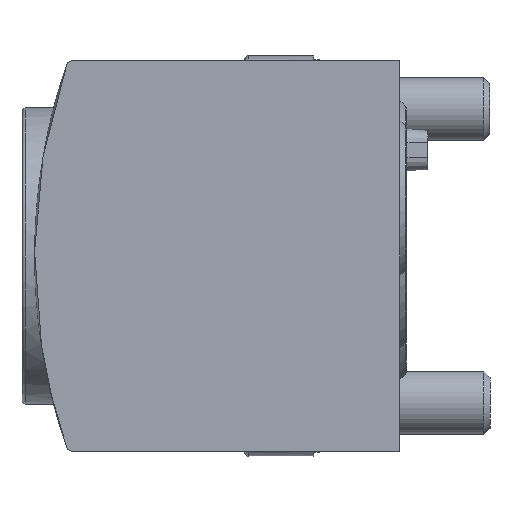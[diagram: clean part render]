
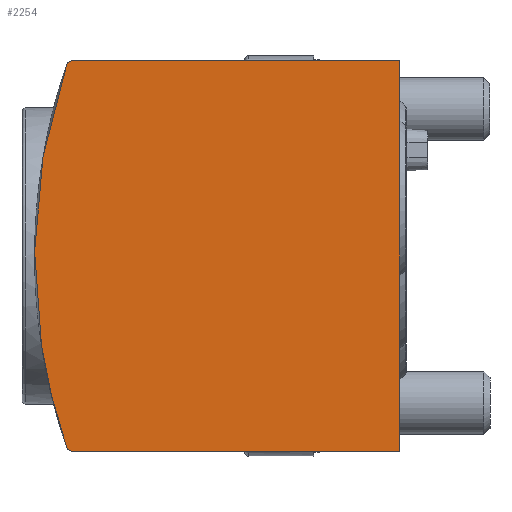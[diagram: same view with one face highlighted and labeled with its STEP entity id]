
A CAD part, left-side view. The second image highlights one B-rep face of the part: STEP entity #2254.
In plain terms, the highlighted planar face has unit normal (-1, 0.018, 0).
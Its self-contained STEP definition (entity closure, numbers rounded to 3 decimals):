
#88=PLANE('',#2481);
#155=ELLIPSE('',#2461,46.507,46.5);
#157=ELLIPSE('',#2464,0.5,0.5);
#159=ELLIPSE('',#2469,0.5,0.5);
#182=LINE('',#3659,#313);
#189=LINE('',#3673,#320);
#200=LINE('',#3715,#331);
#313=VECTOR('',#2816,1000.);
#320=VECTOR('',#2825,1000.);
#331=VECTOR('',#2862,1000.);
#497=ORIENTED_EDGE('',*,*,#1058,.T.);
#498=ORIENTED_EDGE('',*,*,#1051,.T.);
#499=ORIENTED_EDGE('',*,*,#1046,.T.);
#500=ORIENTED_EDGE('',*,*,#1069,.T.);
#501=ORIENTED_EDGE('',*,*,#1065,.T.);
#502=ORIENTED_EDGE('',*,*,#1087,.F.);
#1046=EDGE_CURVE('',#1346,#1347,#155,.T.);
#1051=EDGE_CURVE('',#1351,#1346,#157,.T.);
#1058=EDGE_CURVE('',#1357,#1351,#182,.T.);
#1065=EDGE_CURVE('',#1363,#1364,#189,.T.);
#1069=EDGE_CURVE('',#1347,#1363,#159,.T.);
#1087=EDGE_CURVE('',#1357,#1364,#200,.T.);
#1346=VERTEX_POINT('',#3617);
#1347=VERTEX_POINT('',#3618);
#1351=VERTEX_POINT('',#3646);
#1357=VERTEX_POINT('',#3660);
#1363=VERTEX_POINT('',#3674);
#1364=VERTEX_POINT('',#3675);
#1728=EDGE_LOOP('',(#497,#498,#499,#500,#501,#502));
#1971=FACE_BOUND('',#1728,.T.);
#2254=ADVANCED_FACE('',(#1971),#88,.T.);
#2461=AXIS2_PLACEMENT_3D('',#3616,#2797,#2798);
#2464=AXIS2_PLACEMENT_3D('',#3645,#2805,#2806);
#2469=AXIS2_PLACEMENT_3D('',#3682,#2831,#2832);
#2481=AXIS2_PLACEMENT_3D('',#3717,#2864,#2865);
#2797=DIRECTION('',(-1.,0.017,0.));
#2798=DIRECTION('',(-0.017,-1.,0.));
#2805=DIRECTION('',(-1.,0.017,0.));
#2806=DIRECTION('',(-0.017,-1.,0.));
#2816=DIRECTION('',(0.017,1.,0.));
#2825=DIRECTION('',(-0.017,-1.,0.));
#2831=DIRECTION('',(-1.,0.017,0.));
#2832=DIRECTION('',(-0.017,-1.,0.));
#2862=DIRECTION('',(0.,0.,-1.));
#2864=DIRECTION('',(-1.,0.017,0.));
#2865=DIRECTION('',(-0.017,-1.,0.));
#3616=CARTESIAN_POINT('',(-70.805,-17.5,0.));
#3617=CARTESIAN_POINT('',(-70.038,26.458,15.163));
#3618=CARTESIAN_POINT('',(-70.038,26.458,-15.163));
#3645=CARTESIAN_POINT('',(-70.046,25.986,15.));
#3646=CARTESIAN_POINT('',(-70.046,25.986,15.5));
#3659=CARTESIAN_POINT('',(-70.015,27.813,15.5));
#3660=CARTESIAN_POINT('',(-70.5,0.,15.5));
#3673=CARTESIAN_POINT('',(-70.468,1.836,-15.5));
#3674=CARTESIAN_POINT('',(-70.046,25.986,-15.5));
#3675=CARTESIAN_POINT('',(-70.5,0.,-15.5));
#3682=CARTESIAN_POINT('',(-70.046,25.986,-15.));
#3715=CARTESIAN_POINT('',(-70.5,0.,15.5));
#3717=CARTESIAN_POINT('',(-70.5,0.,16.));
